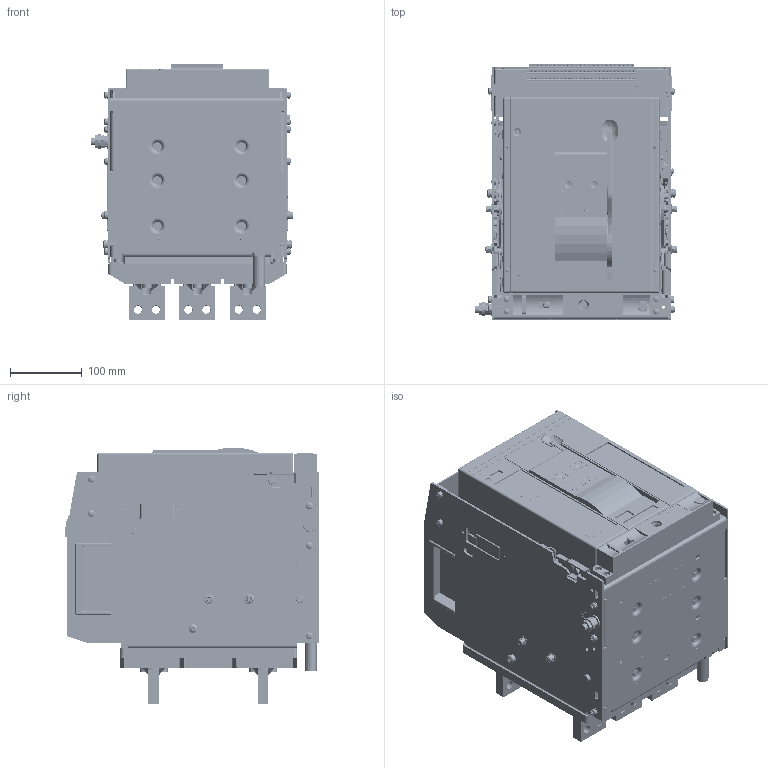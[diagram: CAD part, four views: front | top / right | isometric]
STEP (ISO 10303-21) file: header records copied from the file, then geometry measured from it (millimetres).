
FILE_DESCRIPTION(/* description */ (''),/* implementation_level */ '2;1');
FILE_NAME(/* name */ 'CW3-1600_D_IEK_优化.stp',/* time_stamp */ '2024-11-11T08:46:09+08:00',/* author */ (''),/* organization */ (''),/* preprocessor_version */ 'ST-DEVELOPER v16.7',/* originating_system */ 'SIEMENS PLM Software NX 12.0',/* authorisation */ '');
FILE_SCHEMA (('AUTOMOTIVE_DESIGN { 1 0 10303 214 3 1 1 1 }'));
Products named in the file (1): _model5
Bounding box: 281.2 x 354.22 x 356.97 mm (x, y, z)
Volume: 18318000.3 mm3; surface area: 1781651.4 mm2
Topology: 19 solids, 47 shells, 10761 faces, 27138 edges, 17090 vertices
Faces by surface type: plane 6022, cylinder 3332, cone 660, torus 358, extrusion 162, sphere 129, bspline 98
Full cylindrical faces by diameter (mm): 0.4 x2, 2.4 x333, 2.5 x4, 3 x2, 3.432 x2, 3.5 x1, 3.6 x160, 4 x17, 4.1 x1, 4.2 x11, 4.5 x2, 5 x30, 5.1 x2, 5.188 x2, 5.2 x10, 5.23 x4, 5.6 x4, 6 x20, 6.5 x9, 6.78 x19, 7 x1, 8 x50, 8.5 x14, 8.75 x25, 8.9 x6, 9 x23, 9.5 x33, 9.7 x4, 10 x43, 10.2 x4
Entity records: 406306 total; most frequent: CARTESIAN_POINT 80203, DIRECTION 54129, ORIENTED_EDGE 50174, EDGE_CURVE 25087, AXIS2_PLACEMENT_3D 19589, VERTEX_POINT 16480, VECTOR 14951, LINE 14789
